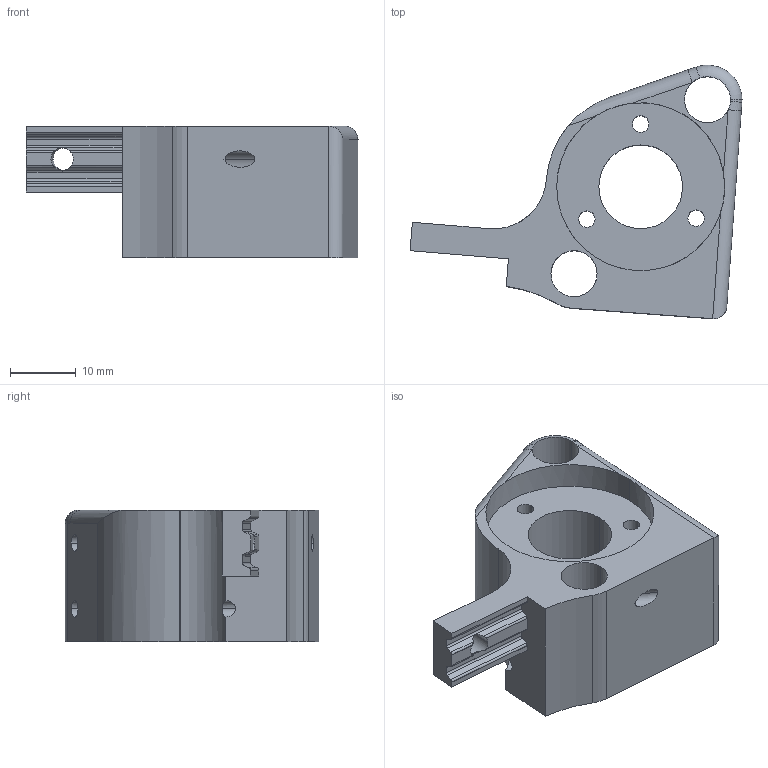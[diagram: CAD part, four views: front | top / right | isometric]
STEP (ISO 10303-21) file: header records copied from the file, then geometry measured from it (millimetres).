
FILE_DESCRIPTION (( 'STEP AP203' ), '1' );
FILE_NAME ('J5 Belt Carrier.STEP', '2019-10-20T06:32:24', ( '' ), ( '' ), 'SwSTEP 2.0', 'SolidWorks 2019', '' );
FILE_SCHEMA (( 'CONFIG_CONTROL_DESIGN' ));
Length unit declared in the file: inch
Products named in the file (1): J5 Belt Carrier
Bounding box: 50.4 x 38.49 x 20 mm (x, y, z)
Volume: 14955 mm3; surface area: 6944.2 mm2
Topology: 1 solids, 1 shells, 78 faces, 229 edges, 150 vertices
Faces by surface type: cylinder 50, plane 23, bspline 3, torus 2
Entity records: 3052 total; most frequent: CARTESIAN_POINT 892, ORIENTED_EDGE 458, DIRECTION 416, EDGE_CURVE 229, AXIS2_PLACEMENT_3D 155, VERTEX_POINT 150, LINE 106, VECTOR 106
